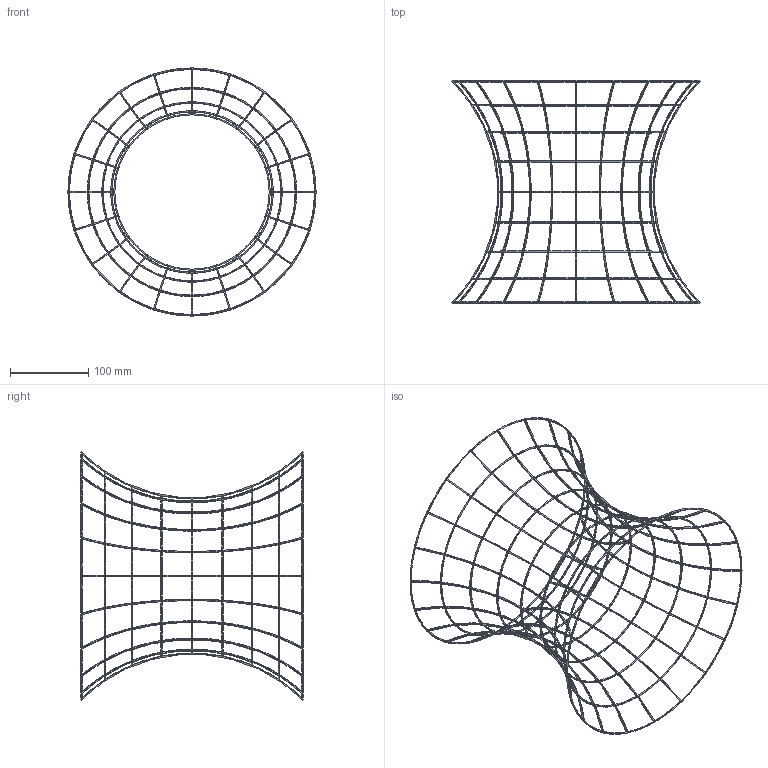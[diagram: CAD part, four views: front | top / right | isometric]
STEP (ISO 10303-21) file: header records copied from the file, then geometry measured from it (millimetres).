
FILE_DESCRIPTION(/* description */ ('','CAx-IF Rec.Pracs.---Representation and Presentation of Product Manufacturing Information (PMI)---3.8---2014-02-18'),/* implementation_level */ '2;1');
FILE_NAME(/* name */ 'GeraeteHalter-WH.stp',/* time_stamp */ '2017-02-02T10:24:13+01:00',/* author */ ('Walter'),/* organization */ (''),/* preprocessor_version */ 'ST-DEVELOPER v16.1',/* originating_system */ 'Autodesk Inventor 2016',/* authorisation */ '');
FILE_SCHEMA (('AP242_MANAGED_MODEL_BASED_3D_ENGINEERING_MIM_LF { 1 0 10303 442 1 1 4 }'));
Length unit declared in the file: millimetre
Products named in the file (1): GeraeteHalter-WH
Bounding box: 317.16 x 284.96 x 317.16 mm (x, y, z)
Volume: 29285.3 mm3; surface area: 77466.2 mm2
Topology: 1 solids, 6 shells, 816 faces, 2953 edges, 1822 vertices
Faces by surface type: cone 322, torus 189, cylinder 180, plane 125
Entity records: 33592 total; most frequent: CARTESIAN_POINT 9461, ORIENTED_EDGE 5864, DIRECTION 4628, EDGE_CURVE 2942, AXIS2_PLACEMENT_3D 1949, VERTEX_POINT 1822, CIRCLE 1132, B_SPLINE_CURVE_WITH_KNOTS 1000
